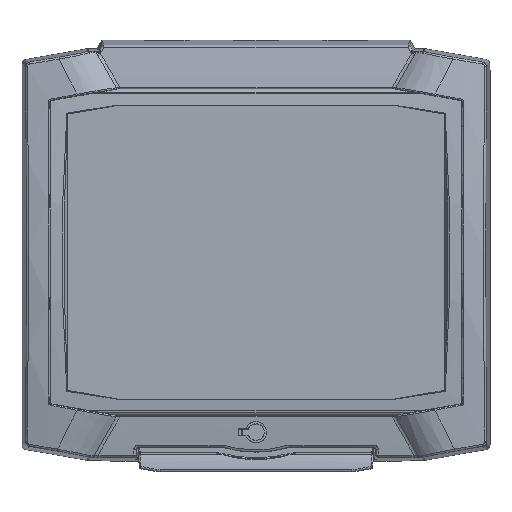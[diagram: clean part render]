
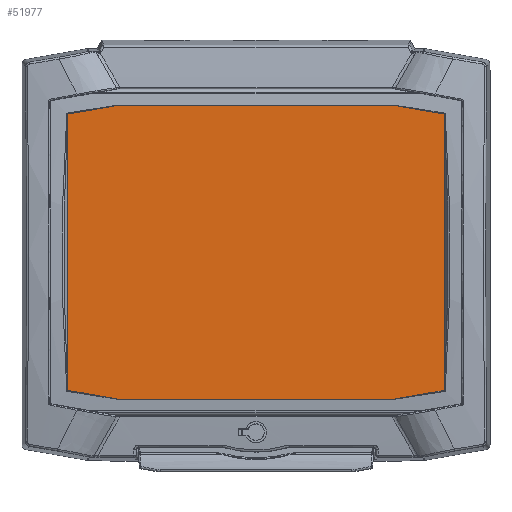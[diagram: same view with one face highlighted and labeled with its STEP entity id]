
A CAD part, top view. The second image highlights one B-rep face of the part: STEP entity #51977.
In plain terms, the highlighted planar face has unit normal (0, 0, 1).
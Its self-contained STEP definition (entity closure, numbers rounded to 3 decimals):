
#4952=LINE('',#122690,#9216);
#4957=LINE('',#122733,#9221);
#4980=LINE('',#123086,#9244);
#4981=LINE('',#123165,#9245);
#4984=LINE('',#123282,#9248);
#4985=LINE('',#123361,#9249);
#4987=LINE('',#123366,#9251);
#4988=LINE('',#123367,#9252);
#9216=VECTOR('',#69313,117.418);
#9221=VECTOR('',#69326,117.418);
#9244=VECTOR('',#69477,21.832);
#9245=VECTOR('',#69486,21.832);
#9248=VECTOR('',#69501,21.832);
#9249=VECTOR('',#69510,21.832);
#9251=VECTOR('',#69518,117.);
#9252=VECTOR('',#69519,117.);
#11304=PLANE('',#56852);
#15269=FACE_OUTER_BOUND('',#18434,.T.);
#18434=EDGE_LOOP('',(#45402,#45403,#45404,#45405,#45406,#45407,#45408,#45409));
#24459=VERTEX_POINT('',#122687);
#24460=VERTEX_POINT('',#122689);
#24467=VERTEX_POINT('',#122730);
#24468=VERTEX_POINT('',#122732);
#24491=VERTEX_POINT('',#123084);
#24493=VERTEX_POINT('',#123164);
#24498=VERTEX_POINT('',#123280);
#24500=VERTEX_POINT('',#123360);
#31500=EDGE_CURVE('',#24459,#24460,#4952,.T.);
#31509=EDGE_CURVE('',#24467,#24468,#4957,.T.);
#31562=EDGE_CURVE('',#24491,#24467,#4980,.T.);
#31566=EDGE_CURVE('',#24460,#24493,#4981,.T.);
#31575=EDGE_CURVE('',#24498,#24459,#4984,.T.);
#31579=EDGE_CURVE('',#24468,#24500,#4985,.T.);
#31581=EDGE_CURVE('',#24493,#24491,#4987,.T.);
#31582=EDGE_CURVE('',#24500,#24498,#4988,.T.);
#45402=ORIENTED_EDGE('',*,*,#31509,.F.);
#45403=ORIENTED_EDGE('',*,*,#31562,.F.);
#45404=ORIENTED_EDGE('',*,*,#31581,.F.);
#45405=ORIENTED_EDGE('',*,*,#31566,.F.);
#45406=ORIENTED_EDGE('',*,*,#31500,.F.);
#45407=ORIENTED_EDGE('',*,*,#31575,.F.);
#45408=ORIENTED_EDGE('',*,*,#31582,.F.);
#45409=ORIENTED_EDGE('',*,*,#31579,.F.);
#51977=ADVANCED_FACE('',(#15269),#11304,.T.);
#56852=AXIS2_PLACEMENT_3D('',#123365,#69516,#69517);
#69313=DIRECTION('',(0.,-1.,0.));
#69326=DIRECTION('',(0.,1.,0.));
#69477=DIRECTION('',(-0.985,0.174,0.));
#69486=DIRECTION('',(-0.985,-0.174,0.));
#69501=DIRECTION('',(0.985,-0.174,0.));
#69510=DIRECTION('',(0.985,0.174,0.));
#69516=DIRECTION('center_axis',(0.,0.,1.));
#69517=DIRECTION('ref_axis',(1.,0.,0.));
#69518=DIRECTION('',(-1.,0.,0.));
#69519=DIRECTION('',(1.,0.,0.));
#122687=CARTESIAN_POINT('',(80.,58.709,9.2));
#122689=CARTESIAN_POINT('',(80.,-58.709,9.2));
#122690=CARTESIAN_POINT('',(80.,58.709,9.2));
#122730=CARTESIAN_POINT('',(-80.,-58.709,9.2));
#122732=CARTESIAN_POINT('',(-80.,58.709,9.2));
#122733=CARTESIAN_POINT('',(-80.,-58.709,9.2));
#123084=CARTESIAN_POINT('',(-58.5,-62.5,9.2));
#123086=CARTESIAN_POINT('',(-58.5,-62.5,9.2));
#123164=CARTESIAN_POINT('',(58.5,-62.5,9.2));
#123165=CARTESIAN_POINT('',(80.,-58.709,9.2));
#123280=CARTESIAN_POINT('',(58.5,62.5,9.2));
#123282=CARTESIAN_POINT('',(58.5,62.5,9.2));
#123360=CARTESIAN_POINT('',(-58.5,62.5,9.2));
#123361=CARTESIAN_POINT('',(-80.,58.709,9.2));
#123365=CARTESIAN_POINT('Origin',(0.,0.,9.2));
#123366=CARTESIAN_POINT('',(58.5,-62.5,9.2));
#123367=CARTESIAN_POINT('',(-58.5,62.5,9.2));
